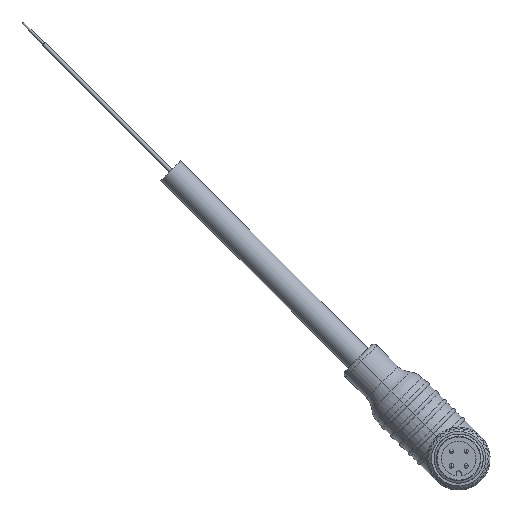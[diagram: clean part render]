
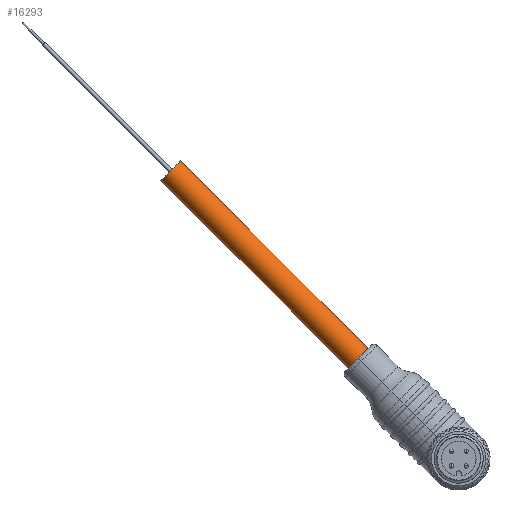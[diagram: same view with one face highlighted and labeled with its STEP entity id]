
A CAD part, top view. The second image highlights one B-rep face of the part: STEP entity #16293.
In plain terms, the highlighted cylindrical face has radius 3.35 mm (diameter 6.7 mm), a partial arc.
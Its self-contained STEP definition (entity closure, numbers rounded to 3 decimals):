
#6587=CARTESIAN_POINT('',(-24.042,24.042,-29.55));
#6588=DIRECTION('',(-0.707,0.707,0.));
#6589=DIRECTION('',(-0.707,-0.707,0.));
#6590=AXIS2_PLACEMENT_3D('',#6587,#6588,#6589);
#6620=DIRECTION('',(-0.707,0.707,0.));
#6621=VECTOR('',#6620,63.5);
#6622=CARTESIAN_POINT('',(-26.41,21.673,-29.55));
#6623=LINE('',#6622,#6621);
#6624=DIRECTION('',(-0.707,0.707,0.));
#6625=VECTOR('',#6624,63.5);
#6626=CARTESIAN_POINT('',(-21.673,26.41,-29.55));
#6627=LINE('',#6626,#6625);
#6628=CARTESIAN_POINT('',(-68.943,68.943,-29.55));
#6629=DIRECTION('',(-0.707,0.707,0.));
#6630=DIRECTION('',(-0.707,-0.707,0.));
#6631=AXIS2_PLACEMENT_3D('',#6628,#6629,#6630);
#8599=CARTESIAN_POINT('',(-71.312,66.574,-29.55));
#8600=CARTESIAN_POINT('',(-66.574,71.312,-29.55));
#8601=VERTEX_POINT('',#8599);
#8602=VERTEX_POINT('',#8600);
#8667=CARTESIAN_POINT('',(-26.41,21.673,-29.55));
#8668=CARTESIAN_POINT('',(-21.673,26.41,-29.55));
#8669=VERTEX_POINT('',#8667);
#8670=VERTEX_POINT('',#8668);
#16279=CARTESIAN_POINT('',(-24.042,24.042,-29.55));
#16280=DIRECTION('',(-0.707,0.707,0.));
#16281=DIRECTION('',(-0.707,-0.707,0.));
#16282=AXIS2_PLACEMENT_3D('',#16279,#16280,#16281);
#16283=CYLINDRICAL_SURFACE('',#16282,3.35);
#16284=ORIENTED_EDGE('',*,*,#16247,.F.);
#16286=ORIENTED_EDGE('',*,*,#16285,.T.);
#16288=ORIENTED_EDGE('',*,*,#16287,.T.);
#16290=ORIENTED_EDGE('',*,*,#16289,.F.);
#16291=EDGE_LOOP('',(#16284,#16286,#16288,#16290));
#16292=FACE_OUTER_BOUND('',#16291,.F.);
#16293=ADVANCED_FACE('',(#16292),#16283,.T.);
#6591=CIRCLE('',#6590,3.35);
#6632=CIRCLE('',#6631,3.35);
#16247=EDGE_CURVE('',#8669,#8670,#6591,.T.);
#16285=EDGE_CURVE('',#8669,#8601,#6623,.T.);
#16287=EDGE_CURVE('',#8601,#8602,#6632,.T.);
#16289=EDGE_CURVE('',#8670,#8602,#6627,.T.);
